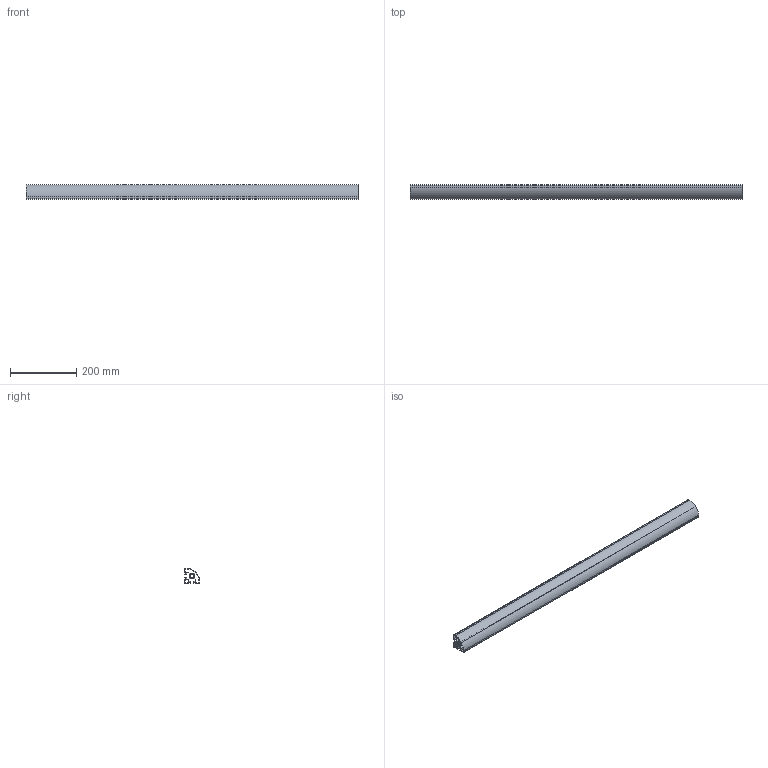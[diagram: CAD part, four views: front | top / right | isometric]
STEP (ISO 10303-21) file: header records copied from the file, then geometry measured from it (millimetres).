
FILE_DESCRIPTION(('STEP AP214'),'1');
FILE_NAME('cctmp_FDA79C9A-005C-4C45-B053-6052F9DD6449_2020_1_20_9_32_8_651..stp','2020-01-20T08:32:08',('Bosch Rexroth AG'),('CADClick - www.CADClick.com'),'Spatial InterOp 3D',' ','unknown authorization - (Healing Option Enabled)');
FILE_SCHEMA(('AUTOMOTIVE_DESIGN'));
Length unit declared in the file: millimetre
Products named in the file (1): 2020_01_20__09-32-08-651
Bounding box: 1000 x 45 x 45 mm (x, y, z)
Volume: 482365.1 mm3; surface area: 529586.9 mm2
Topology: 1 solids, 1 shells, 101 faces, 297 edges, 198 vertices
Faces by surface type: plane 70, cylinder 31
Entity records: 4201 total; most frequent: CARTESIAN_POINT 597, ORIENTED_EDGE 594, DIRECTION 563, EDGE_CURVE 297, LINE 235, VECTOR 235, VERTEX_POINT 198, AXIS2_PLACEMENT_3D 164
